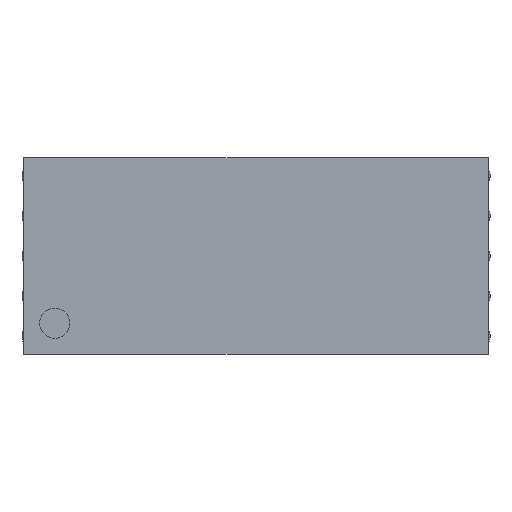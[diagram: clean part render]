
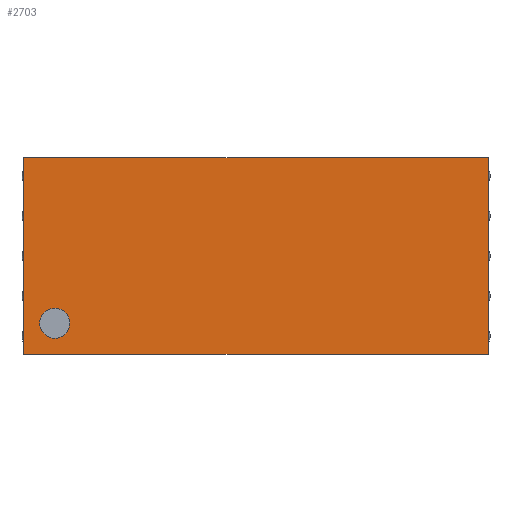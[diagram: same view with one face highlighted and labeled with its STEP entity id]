
A CAD part, top view. The second image highlights one B-rep face of the part: STEP entity #2703.
In plain terms, the highlighted planar face has unit normal (0, 0, 1).
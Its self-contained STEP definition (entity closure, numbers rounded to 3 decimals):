
#132 = PLANE('',#133);
#133 = AXIS2_PLACEMENT_3D('',#134,#135,#136);
#134 = CARTESIAN_POINT('',(2.315,-0.98,0.15));
#135 = DIRECTION('',(1.,0.,0.));
#136 = DIRECTION('',(0.,0.,1.));
#165 = PLANE('',#166);
#166 = AXIS2_PLACEMENT_3D('',#167,#168,#169);
#167 = CARTESIAN_POINT('',(-2.315,-0.98,0.15));
#168 = DIRECTION('',(1.,0.,0.));
#169 = DIRECTION('',(0.,0.,1.));
#193 = PLANE('',#194);
#194 = AXIS2_PLACEMENT_3D('',#195,#196,#197);
#195 = CARTESIAN_POINT('',(-2.315,-0.98,0.15));
#196 = DIRECTION('',(0.,1.,0.));
#197 = DIRECTION('',(0.,0.,1.));
#571 = PLANE('',#572);
#572 = AXIS2_PLACEMENT_3D('',#573,#574,#575);
#573 = CARTESIAN_POINT('',(-2.315,0.98,0.15));
#574 = DIRECTION('',(0.,1.,0.));
#575 = DIRECTION('',(0.,0.,1.));
#1340 = EDGE_CURVE('',#1341,#1343,#1345,.T.);
#1341 = VERTEX_POINT('',#1342);
#1342 = CARTESIAN_POINT('',(2.315,-0.98,0.5));
#1343 = VERTEX_POINT('',#1344);
#1344 = CARTESIAN_POINT('',(2.315,0.98,0.5));
#1345 = SURFACE_CURVE('',#1346,(#1350,#1357),.PCURVE_S1.);
#1346 = LINE('',#1347,#1348);
#1347 = CARTESIAN_POINT('',(2.315,-0.98,0.5));
#1348 = VECTOR('',#1349,1.);
#1349 = DIRECTION('',(0.,1.,0.));
#1350 = PCURVE('',#132,#1351);
#1351 = DEFINITIONAL_REPRESENTATION('',(#1352),#1356);
#1352 = LINE('',#1353,#1354);
#1353 = CARTESIAN_POINT('',(0.35,0.));
#1354 = VECTOR('',#1355,1.);
#1355 = DIRECTION('',(0.,-1.));
#1356 = ( GEOMETRIC_REPRESENTATION_CONTEXT(2)
PARAMETRIC_REPRESENTATION_CONTEXT() REPRESENTATION_CONTEXT('2D SPACE',''
) );
#1357 = PCURVE('',#1358,#1363);
#1358 = PLANE('',#1359);
#1359 = AXIS2_PLACEMENT_3D('',#1360,#1361,#1362);
#1360 = CARTESIAN_POINT('',(-2.315,-0.98,0.5));
#1361 = DIRECTION('',(0.,0.,1.));
#1362 = DIRECTION('',(1.,0.,0.));
#1363 = DEFINITIONAL_REPRESENTATION('',(#1364),#1368);
#1364 = LINE('',#1365,#1366);
#1365 = CARTESIAN_POINT('',(4.63,0.));
#1366 = VECTOR('',#1367,1.);
#1367 = DIRECTION('',(0.,1.));
#1368 = ( GEOMETRIC_REPRESENTATION_CONTEXT(2)
PARAMETRIC_REPRESENTATION_CONTEXT() REPRESENTATION_CONTEXT('2D SPACE',''
) );
#1554 = EDGE_CURVE('',#1555,#1557,#1559,.T.);
#1555 = VERTEX_POINT('',#1556);
#1556 = CARTESIAN_POINT('',(-2.315,-0.98,0.5));
#1557 = VERTEX_POINT('',#1558);
#1558 = CARTESIAN_POINT('',(-2.315,0.98,0.5));
#1559 = SURFACE_CURVE('',#1560,(#1564,#1571),.PCURVE_S1.);
#1560 = LINE('',#1561,#1562);
#1561 = CARTESIAN_POINT('',(-2.315,-0.98,0.5));
#1562 = VECTOR('',#1563,1.);
#1563 = DIRECTION('',(0.,1.,0.));
#1564 = PCURVE('',#165,#1565);
#1565 = DEFINITIONAL_REPRESENTATION('',(#1566),#1570);
#1566 = LINE('',#1567,#1568);
#1567 = CARTESIAN_POINT('',(0.35,0.));
#1568 = VECTOR('',#1569,1.);
#1569 = DIRECTION('',(0.,-1.));
#1570 = ( GEOMETRIC_REPRESENTATION_CONTEXT(2)
PARAMETRIC_REPRESENTATION_CONTEXT() REPRESENTATION_CONTEXT('2D SPACE',''
) );
#1571 = PCURVE('',#1358,#1572);
#1572 = DEFINITIONAL_REPRESENTATION('',(#1573),#1577);
#1573 = LINE('',#1574,#1575);
#1574 = CARTESIAN_POINT('',(0.,0.));
#1575 = VECTOR('',#1576,1.);
#1576 = DIRECTION('',(0.,1.));
#1577 = ( GEOMETRIC_REPRESENTATION_CONTEXT(2)
PARAMETRIC_REPRESENTATION_CONTEXT() REPRESENTATION_CONTEXT('2D SPACE',''
) );
#2067 = EDGE_CURVE('',#1557,#1343,#2068,.T.);
#2068 = SURFACE_CURVE('',#2069,(#2073,#2080),.PCURVE_S1.);
#2069 = LINE('',#2070,#2071);
#2070 = CARTESIAN_POINT('',(-2.315,0.98,0.5));
#2071 = VECTOR('',#2072,1.);
#2072 = DIRECTION('',(1.,0.,0.));
#2073 = PCURVE('',#571,#2074);
#2074 = DEFINITIONAL_REPRESENTATION('',(#2075),#2079);
#2075 = LINE('',#2076,#2077);
#2076 = CARTESIAN_POINT('',(0.35,0.));
#2077 = VECTOR('',#2078,1.);
#2078 = DIRECTION('',(0.,1.));
#2079 = ( GEOMETRIC_REPRESENTATION_CONTEXT(2)
PARAMETRIC_REPRESENTATION_CONTEXT() REPRESENTATION_CONTEXT('2D SPACE',''
) );
#2080 = PCURVE('',#1358,#2081);
#2081 = DEFINITIONAL_REPRESENTATION('',(#2082),#2086);
#2082 = LINE('',#2083,#2084);
#2083 = CARTESIAN_POINT('',(0.,1.96));
#2084 = VECTOR('',#2085,1.);
#2085 = DIRECTION('',(1.,0.));
#2086 = ( GEOMETRIC_REPRESENTATION_CONTEXT(2)
PARAMETRIC_REPRESENTATION_CONTEXT() REPRESENTATION_CONTEXT('2D SPACE',''
) );
#2218 = EDGE_CURVE('',#1555,#1341,#2219,.T.);
#2219 = SURFACE_CURVE('',#2220,(#2224,#2231),.PCURVE_S1.);
#2220 = LINE('',#2221,#2222);
#2221 = CARTESIAN_POINT('',(-2.315,-0.98,0.5));
#2222 = VECTOR('',#2223,1.);
#2223 = DIRECTION('',(1.,0.,0.));
#2224 = PCURVE('',#193,#2225);
#2225 = DEFINITIONAL_REPRESENTATION('',(#2226),#2230);
#2226 = LINE('',#2227,#2228);
#2227 = CARTESIAN_POINT('',(0.35,0.));
#2228 = VECTOR('',#2229,1.);
#2229 = DIRECTION('',(0.,1.));
#2230 = ( GEOMETRIC_REPRESENTATION_CONTEXT(2)
PARAMETRIC_REPRESENTATION_CONTEXT() REPRESENTATION_CONTEXT('2D SPACE',''
) );
#2231 = PCURVE('',#1358,#2232);
#2232 = DEFINITIONAL_REPRESENTATION('',(#2233),#2237);
#2233 = LINE('',#2234,#2235);
#2234 = CARTESIAN_POINT('',(0.,0.));
#2235 = VECTOR('',#2236,1.);
#2236 = DIRECTION('',(1.,0.));
#2237 = ( GEOMETRIC_REPRESENTATION_CONTEXT(2)
PARAMETRIC_REPRESENTATION_CONTEXT() REPRESENTATION_CONTEXT('2D SPACE',''
) );
#2703 = ADVANCED_FACE('',(#2704,#2710),#1358,.T.);
#2704 = FACE_BOUND('',#2705,.T.);
#2705 = EDGE_LOOP('',(#2706,#2707,#2708,#2709));
#2706 = ORIENTED_EDGE('',*,*,#1554,.F.);
#2707 = ORIENTED_EDGE('',*,*,#2218,.T.);
#2708 = ORIENTED_EDGE('',*,*,#1340,.T.);
#2709 = ORIENTED_EDGE('',*,*,#2067,.F.);
#2710 = FACE_BOUND('',#2711,.T.);
#2711 = EDGE_LOOP('',(#2712));
#2712 = ORIENTED_EDGE('',*,*,#2713,.T.);
#2713 = EDGE_CURVE('',#2714,#2714,#2716,.T.);
#2714 = VERTEX_POINT('',#2715);
#2715 = CARTESIAN_POINT('',(-1.855,-0.67,0.5));
#2716 = SURFACE_CURVE('',#2717,(#2722,#2733),.PCURVE_S1.);
#2717 = CIRCLE('',#2718,0.15);
#2718 = AXIS2_PLACEMENT_3D('',#2719,#2720,#2721);
#2719 = CARTESIAN_POINT('',(-2.005,-0.67,0.5));
#2720 = DIRECTION('',(0.,0.,-1.));
#2721 = DIRECTION('',(1.,0.,0.));
#2722 = PCURVE('',#1358,#2723);
#2723 = DEFINITIONAL_REPRESENTATION('',(#2724),#2732);
#2724 = ( BOUNDED_CURVE() B_SPLINE_CURVE(2,(#2725,#2726,#2727,#2728,
#2729,#2730,#2731),.UNSPECIFIED.,.T.,.F.) B_SPLINE_CURVE_WITH_KNOTS((1,2
,2,2,2,1),(-2.094,0.,2.094,4.189,
6.283,8.378),.UNSPECIFIED.) CURVE()
GEOMETRIC_REPRESENTATION_ITEM() RATIONAL_B_SPLINE_CURVE((1.,0.5,1.,0.5,
1.,0.5,1.)) REPRESENTATION_ITEM('') );
#2725 = CARTESIAN_POINT('',(0.46,0.31));
#2726 = CARTESIAN_POINT('',(0.46,0.05));
#2727 = CARTESIAN_POINT('',(0.235,0.18));
#2728 = CARTESIAN_POINT('',(0.01,0.31));
#2729 = CARTESIAN_POINT('',(0.235,0.44));
#2730 = CARTESIAN_POINT('',(0.46,0.57));
#2731 = CARTESIAN_POINT('',(0.46,0.31));
#2732 = ( GEOMETRIC_REPRESENTATION_CONTEXT(2)
PARAMETRIC_REPRESENTATION_CONTEXT() REPRESENTATION_CONTEXT('2D SPACE',''
) );
#2733 = PCURVE('',#2734,#2739);
#2734 = CYLINDRICAL_SURFACE('',#2735,0.15);
#2735 = AXIS2_PLACEMENT_3D('',#2736,#2737,#2738);
#2736 = CARTESIAN_POINT('',(-2.005,-0.67,0.51));
#2737 = DIRECTION('',(-0.,-0.,-1.));
#2738 = DIRECTION('',(1.,0.,0.));
#2739 = DEFINITIONAL_REPRESENTATION('',(#2740),#2744);
#2740 = LINE('',#2741,#2742);
#2741 = CARTESIAN_POINT('',(-6.283,0.01));
#2742 = VECTOR('',#2743,1.);
#2743 = DIRECTION('',(1.,-0.));
#2744 = ( GEOMETRIC_REPRESENTATION_CONTEXT(2)
PARAMETRIC_REPRESENTATION_CONTEXT() REPRESENTATION_CONTEXT('2D SPACE',''
) );
